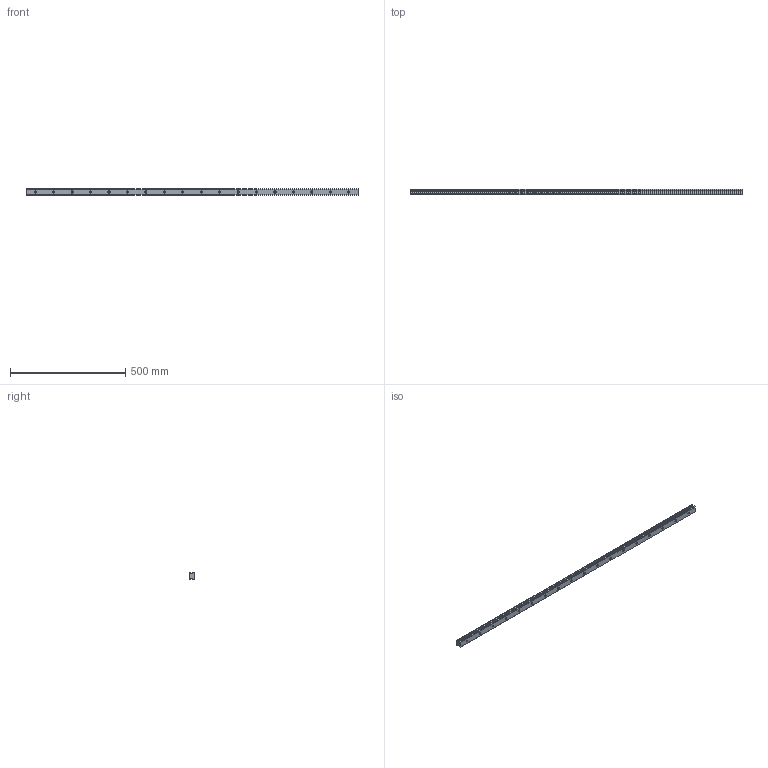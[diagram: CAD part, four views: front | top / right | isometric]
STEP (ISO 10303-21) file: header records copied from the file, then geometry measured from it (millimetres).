
FILE_DESCRIPTION (( 'STEP AP214' ), '1' );
FILE_NAME ('SHS30C1SS-1440L_G40_0_B-M6F_667_0_0_0_1.STEP', '2021-06-21T12:12:53', ( '' ), ( '' ), 'SwSTEP 2.0', 'SolidWorks 2021', '' );
FILE_SCHEMA (( 'AUTOMOTIVE_DESIGN' ));
Length unit declared in the file: millimetre
Products named in the file (2): _SHS30C144040 Track; SHS30C1SS-1440L_G40_0_B-M6F_667_0_0_0_1
Assembly tree (1 placements, depth 2):
  SHS30C1SS-1440L_G40_0_B-M6F_667_0_0_0_1
    _SHS30C144040 Track
Bounding box: 1440 x 23 x 28 mm (x, y, z)
Volume: 789410.7 mm3; surface area: 162225.1 mm2
Topology: 1 solids, 1 shells, 127 faces, 321 edges, 214 vertices
Faces by surface type: cylinder 93, plane 34
Entity records: 4059 total; most frequent: DIRECTION 769, CARTESIAN_POINT 666, ORIENTED_EDGE 642, EDGE_CURVE 321, AXIS2_PLACEMENT_3D 317, VERTEX_POINT 214, CIRCLE 186, EDGE_LOOP 181
